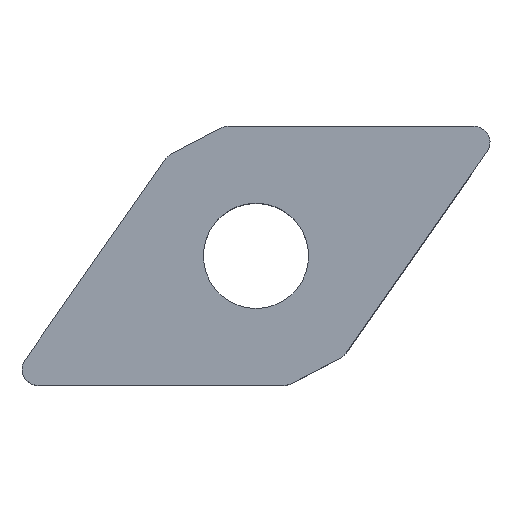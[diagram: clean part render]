
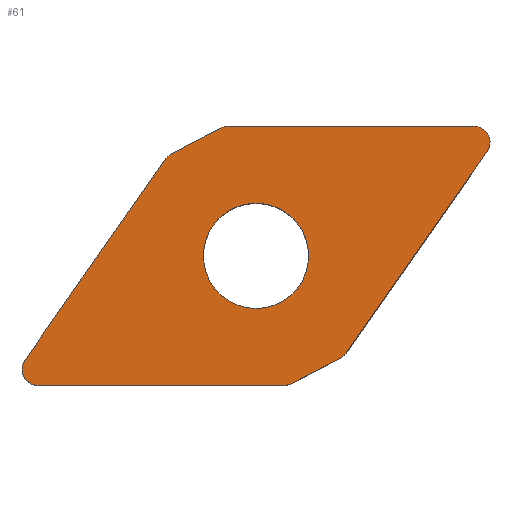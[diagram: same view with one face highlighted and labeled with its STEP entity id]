
A CAD part, top view. The second image highlights one B-rep face of the part: STEP entity #61.
In plain terms, the highlighted planar face has unit normal (0, 0, 1).
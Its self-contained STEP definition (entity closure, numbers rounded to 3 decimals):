
#35=FACE_BOUND('',#95,.T.);
#36=FACE_BOUND('',#96,.T.);
#47=PLANE('',#358);
#61=ADVANCED_FACE('',(#35,#36),#47,.F.);
#95=EDGE_LOOP('',(#197));
#96=EDGE_LOOP('',(#198,#199,#200,#201,#202,#203,#204,#205,#206,#207,#208,
#209));
#104=LINE('',#580,#128);
#109=LINE('',#594,#133);
#113=LINE('',#606,#137);
#115=LINE('',#610,#139);
#119=LINE('',#622,#143);
#124=LINE('',#639,#148);
#128=VECTOR('',#377,1.);
#133=VECTOR('',#390,1.);
#137=VECTOR('',#402,1.);
#139=VECTOR('',#406,1.);
#143=VECTOR('',#418,1.);
#148=VECTOR('',#437,1.);
#197=ORIENTED_EDGE('',*,*,#287,.T.);
#198=ORIENTED_EDGE('',*,*,#256,.T.);
#199=ORIENTED_EDGE('',*,*,#253,.T.);
#200=ORIENTED_EDGE('',*,*,#263,.T.);
#201=ORIENTED_EDGE('',*,*,#284,.T.);
#202=ORIENTED_EDGE('',*,*,#286,.T.);
#203=ORIENTED_EDGE('',*,*,#280,.T.);
#204=ORIENTED_EDGE('',*,*,#277,.T.);
#205=ORIENTED_EDGE('',*,*,#274,.T.);
#206=ORIENTED_EDGE('',*,*,#271,.T.);
#207=ORIENTED_EDGE('',*,*,#266,.T.);
#208=ORIENTED_EDGE('',*,*,#269,.T.);
#209=ORIENTED_EDGE('',*,*,#259,.T.);
#227=VERTEX_POINT('',#573);
#228=VERTEX_POINT('',#575);
#230=VERTEX_POINT('',#581);
#232=VERTEX_POINT('',#587);
#234=VERTEX_POINT('',#593);
#237=VERTEX_POINT('',#600);
#238=VERTEX_POINT('',#602);
#240=VERTEX_POINT('',#611);
#242=VERTEX_POINT('',#617);
#244=VERTEX_POINT('',#623);
#246=VERTEX_POINT('',#629);
#248=VERTEX_POINT('',#635);
#249=VERTEX_POINT('',#642);
#253=EDGE_CURVE('',#228,#227,#290,.T.);
#256=EDGE_CURVE('',#230,#228,#104,.T.);
#259=EDGE_CURVE('',#232,#230,#292,.T.);
#263=EDGE_CURVE('',#227,#234,#109,.T.);
#266=EDGE_CURVE('',#238,#237,#294,.T.);
#269=EDGE_CURVE('',#237,#232,#113,.T.);
#271=EDGE_CURVE('',#240,#238,#115,.T.);
#274=EDGE_CURVE('',#242,#240,#296,.T.);
#277=EDGE_CURVE('',#244,#242,#119,.T.);
#280=EDGE_CURVE('',#246,#244,#298,.T.);
#284=EDGE_CURVE('',#234,#248,#300,.T.);
#286=EDGE_CURVE('',#248,#246,#124,.T.);
#287=EDGE_CURVE('',#249,#249,#301,.T.);
#290=CIRCLE('',#334,0.794);
#292=CIRCLE('',#338,0.794);
#294=CIRCLE('',#342,0.794);
#296=CIRCLE('',#347,0.794);
#298=CIRCLE('',#351,0.794);
#300=CIRCLE('',#354,0.794);
#301=CIRCLE('',#357,2.578);
#334=AXIS2_PLACEMENT_3D('',#574,#371,#372);
#338=AXIS2_PLACEMENT_3D('',#586,#383,#384);
#342=AXIS2_PLACEMENT_3D('',#601,#396,#397);
#347=AXIS2_PLACEMENT_3D('',#616,#412,#413);
#351=AXIS2_PLACEMENT_3D('',#628,#424,#425);
#354=AXIS2_PLACEMENT_3D('',#636,#432,#433);
#357=AXIS2_PLACEMENT_3D('',#641,#440,#441);
#358=AXIS2_PLACEMENT_3D('',#643,#442,#443);
#371=DIRECTION('',(0.,0.,1.));
#372=DIRECTION('',(0.,1.,0.));
#377=DIRECTION('',(-1.,0.,0.));
#383=DIRECTION('',(0.,0.,1.));
#384=DIRECTION('',(0.,1.,0.));
#390=DIRECTION('',(-0.887,-0.462,0.));
#396=DIRECTION('',(0.,0.,1.));
#397=DIRECTION('',(0.,1.,0.));
#402=DIRECTION('',(0.574,0.819,0.));
#406=DIRECTION('',(0.887,0.462,0.));
#412=DIRECTION('',(0.,0.,1.));
#413=DIRECTION('',(0.,1.,0.));
#418=DIRECTION('',(1.,0.,0.));
#424=DIRECTION('',(0.,0.,1.));
#425=DIRECTION('',(0.,1.,0.));
#432=DIRECTION('',(0.,0.,1.));
#433=DIRECTION('',(0.,1.,0.));
#437=DIRECTION('',(-0.574,-0.819,0.));
#440=DIRECTION('',(0.,0.,-1.));
#441=DIRECTION('',(0.,1.,0.));
#442=DIRECTION('',(0.,0.,-1.));
#443=DIRECTION('',(-0.462,0.887,0.));
#573=CARTESIAN_POINT('',(-1.726,6.26,0.));
#574=CARTESIAN_POINT('',(-1.36,5.556,0.));
#575=CARTESIAN_POINT('',(-1.36,6.35,0.));
#580=CARTESIAN_POINT('',(-16.,6.35,0.));
#581=CARTESIAN_POINT('',(10.673,6.35,0.));
#586=CARTESIAN_POINT('',(10.673,5.556,0.));
#587=CARTESIAN_POINT('',(11.324,5.101,0.));
#593=CARTESIAN_POINT('',(-4.138,5.005,0.));
#594=CARTESIAN_POINT('',(-2.932,5.633,0.));
#600=CARTESIAN_POINT('',(4.422,-4.756,0.));
#601=CARTESIAN_POINT('',(3.772,-4.301,0.));
#602=CARTESIAN_POINT('',(4.138,-5.005,0.));
#606=CARTESIAN_POINT('',(-3.976,-16.749,0.));
#610=CARTESIAN_POINT('',(2.932,-5.633,0.));
#611=CARTESIAN_POINT('',(1.726,-6.26,0.));
#616=CARTESIAN_POINT('',(1.36,-5.556,0.));
#617=CARTESIAN_POINT('',(1.36,-6.35,0.));
#622=CARTESIAN_POINT('',(16.,-6.35,0.));
#623=CARTESIAN_POINT('',(-10.673,-6.35,0.));
#628=CARTESIAN_POINT('',(-10.673,-5.556,0.));
#629=CARTESIAN_POINT('',(-11.324,-5.101,0.));
#635=CARTESIAN_POINT('',(-4.422,4.756,0.));
#636=CARTESIAN_POINT('',(-3.772,4.301,0.));
#639=CARTESIAN_POINT('',(3.976,16.749,0.));
#641=CARTESIAN_POINT('',(0.,0.,0.));
#642=CARTESIAN_POINT('',(0.,2.578,0.));
#643=CARTESIAN_POINT('',(11.025,5.739,0.));
